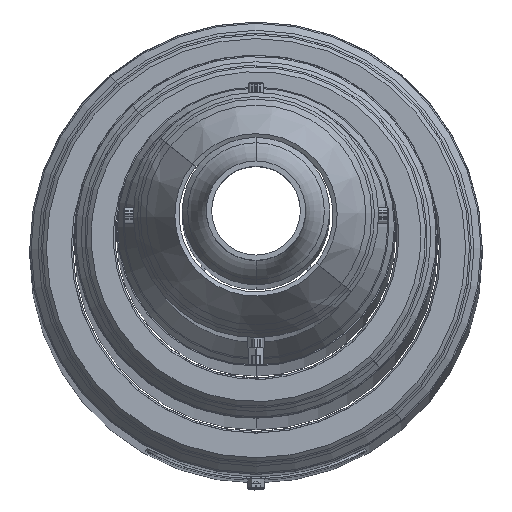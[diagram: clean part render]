
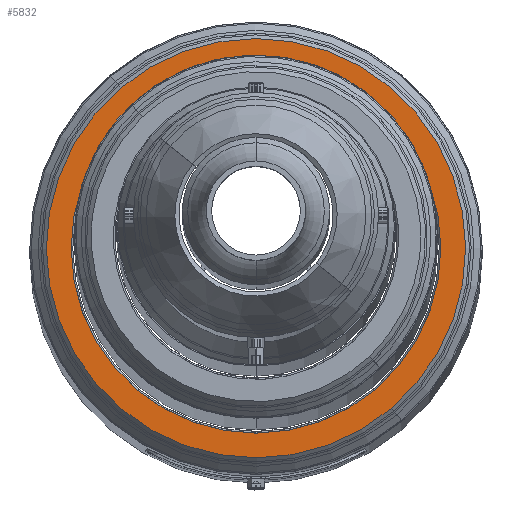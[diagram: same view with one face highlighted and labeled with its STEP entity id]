
A CAD part, top view. The second image highlights one B-rep face of the part: STEP entity #5832.
In plain terms, the highlighted face is planar.
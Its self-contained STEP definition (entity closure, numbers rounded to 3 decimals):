
#59 = DIRECTION ( 'NONE',  ( 0., 0., 1. ) ) ;
#399 = VERTEX_POINT ( 'NONE', #691 ) ;
#445 = VERTEX_POINT ( 'NONE', #3144 ) ;
#691 = CARTESIAN_POINT ( 'NONE',  ( 111.55, 0., -40. ) ) ;
#714 = CARTESIAN_POINT ( 'NONE',  ( -126.5, 0., -40. ) ) ;
#1046 = AXIS2_PLACEMENT_3D ( 'NONE', #7698, #59, #9545 ) ;
#1160 = ORIENTED_EDGE ( 'NONE', *, *, #5899, .T. ) ;
#1259 = ORIENTED_EDGE ( 'NONE', *, *, #4993, .T. ) ;
#1274 = DIRECTION ( 'NONE',  ( 0., 0., -1. ) ) ;
#2267 = CARTESIAN_POINT ( 'NONE',  ( -111.55, 0., -40. ) ) ;
#2290 = FACE_OUTER_BOUND ( 'NONE', #9652, .T. ) ;
#2771 = CARTESIAN_POINT ( 'NONE',  ( 0., 0., -40. ) ) ;
#3144 = CARTESIAN_POINT ( 'NONE',  ( 126.5, 0., -40. ) ) ;
#4067 = VERTEX_POINT ( 'NONE', #2267 ) ;
#4123 = DIRECTION ( 'NONE',  ( 1., 0., 0. ) ) ;
#4183 = AXIS2_PLACEMENT_3D ( 'NONE', #8830, #1274, #8004 ) ;
#4386 = DIRECTION ( 'NONE',  ( 1., 0., 0. ) ) ;
#4801 = AXIS2_PLACEMENT_3D ( 'NONE', #9913, #10131, #6006 ) ;
#4937 = ORIENTED_EDGE ( 'NONE', *, *, #5179, .T. ) ;
#4993 = EDGE_CURVE ( 'NONE', #10706, #445, #8926, .T. ) ;
#5179 = EDGE_CURVE ( 'NONE', #445, #10706, #6310, .T. ) ;
#5665 = PLANE ( 'NONE',  #4801 ) ;
#5832 = ADVANCED_FACE ( 'NONE', ( #6566, #2290 ), #5665, .F. ) ;
#5899 = EDGE_CURVE ( 'NONE', #399, #4067, #6228, .T. ) ;
#6006 = DIRECTION ( 'NONE',  ( 1., 0., 0. ) ) ;
#6102 = DIRECTION ( 'NONE',  ( 0., 0., -1. ) ) ;
#6228 = CIRCLE ( 'NONE', #6749, 111.55 ) ;
#6310 = CIRCLE ( 'NONE', #4183, 126.5 ) ;
#6374 = CIRCLE ( 'NONE', #1046, 111.55 ) ;
#6566 = FACE_BOUND ( 'NONE', #8556, .T. ) ;
#6749 = AXIS2_PLACEMENT_3D ( 'NONE', #6993, #7911, #4386 ) ;
#6993 = CARTESIAN_POINT ( 'NONE',  ( 0., 0., -40. ) ) ;
#7698 = CARTESIAN_POINT ( 'NONE',  ( 0., 0., -40. ) ) ;
#7701 = AXIS2_PLACEMENT_3D ( 'NONE', #2771, #6102, #4123 ) ;
#7911 = DIRECTION ( 'NONE',  ( 0., 0., 1. ) ) ;
#8004 = DIRECTION ( 'NONE',  ( 1., 0., 0. ) ) ;
#8128 = ORIENTED_EDGE ( 'NONE', *, *, #10830, .T. ) ;
#8556 = EDGE_LOOP ( 'NONE', ( #8128, #1160 ) ) ;
#8830 = CARTESIAN_POINT ( 'NONE',  ( 0., 0., -40. ) ) ;
#8926 = CIRCLE ( 'NONE', #7701, 126.5 ) ;
#9545 = DIRECTION ( 'NONE',  ( 1., 0., 0. ) ) ;
#9652 = EDGE_LOOP ( 'NONE', ( #4937, #1259 ) ) ;
#9913 = CARTESIAN_POINT ( 'NONE',  ( 0., 136.5, -40. ) ) ;
#10131 = DIRECTION ( 'NONE',  ( 0., 0., 1. ) ) ;
#10706 = VERTEX_POINT ( 'NONE', #714 ) ;
#10830 = EDGE_CURVE ( 'NONE', #4067, #399, #6374, .T. ) ;
